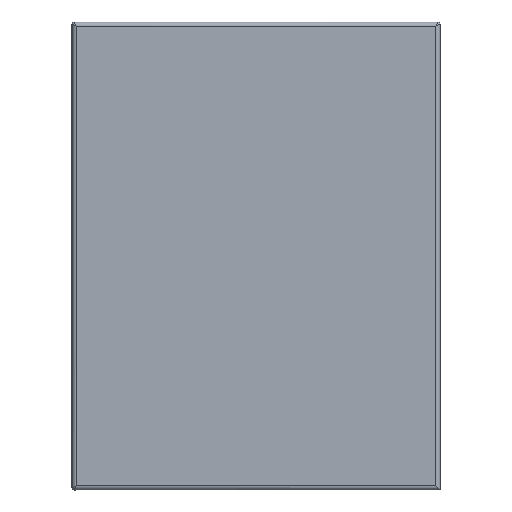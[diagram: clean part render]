
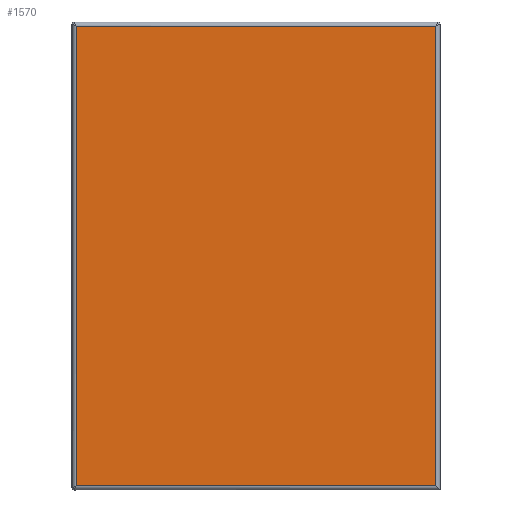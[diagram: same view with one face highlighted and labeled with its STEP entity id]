
A CAD part, front view. The second image highlights one B-rep face of the part: STEP entity #1570.
In plain terms, the highlighted planar face has unit normal (0, -1, 0).
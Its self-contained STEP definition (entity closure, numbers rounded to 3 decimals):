
#146=PLANE('',#1765);
#221=FACE_OUTER_BOUND('',#327,.T.);
#327=EDGE_LOOP('',(#1315,#1316,#1317,#1318));
#463=LINE('',#2766,#594);
#465=LINE('',#2770,#596);
#466=LINE('',#2772,#597);
#468=LINE('',#2775,#599);
#594=VECTOR('',#2186,10.);
#596=VECTOR('',#2192,10.);
#597=VECTOR('',#2195,10.);
#599=VECTOR('',#2199,10.);
#751=VERTEX_POINT('',#2702);
#752=VERTEX_POINT('',#2730);
#754=VERTEX_POINT('',#2759);
#756=VERTEX_POINT('',#2765);
#949=EDGE_CURVE('',#754,#756,#463,.T.);
#952=EDGE_CURVE('',#756,#751,#465,.T.);
#953=EDGE_CURVE('',#752,#754,#466,.T.);
#955=EDGE_CURVE('',#751,#752,#468,.T.);
#1315=ORIENTED_EDGE('',*,*,#949,.F.);
#1316=ORIENTED_EDGE('',*,*,#953,.F.);
#1317=ORIENTED_EDGE('',*,*,#955,.F.);
#1318=ORIENTED_EDGE('',*,*,#952,.F.);
#1570=ADVANCED_FACE('',(#221),#146,.T.);
#1765=AXIS2_PLACEMENT_3D('',#2780,#2206,#2207);
#2186=DIRECTION('',(0.,0.,-1.));
#2192=DIRECTION('',(-1.,0.,0.));
#2195=DIRECTION('',(1.,0.,0.));
#2199=DIRECTION('',(0.,0.,1.));
#2206=DIRECTION('center_axis',(0.,-1.,0.));
#2207=DIRECTION('ref_axis',(0.,0.,-1.));
#2702=CARTESIAN_POINT('',(-24.748,54.868,-2.546));
#2730=CARTESIAN_POINT('',(-24.748,54.868,51.454));
#2759=CARTESIAN_POINT('',(17.502,54.868,51.454));
#2765=CARTESIAN_POINT('',(17.502,54.868,-2.546));
#2766=CARTESIAN_POINT('',(17.502,54.868,38.204));
#2770=CARTESIAN_POINT('',(7.19,54.868,-2.546));
#2772=CARTESIAN_POINT('',(-14.435,54.868,51.454));
#2775=CARTESIAN_POINT('',(-24.748,54.868,10.704));
#2780=CARTESIAN_POINT('Origin',(-3.623,54.868,24.454));
